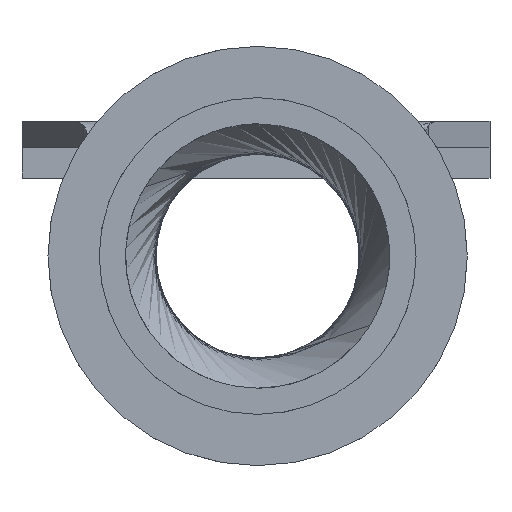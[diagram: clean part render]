
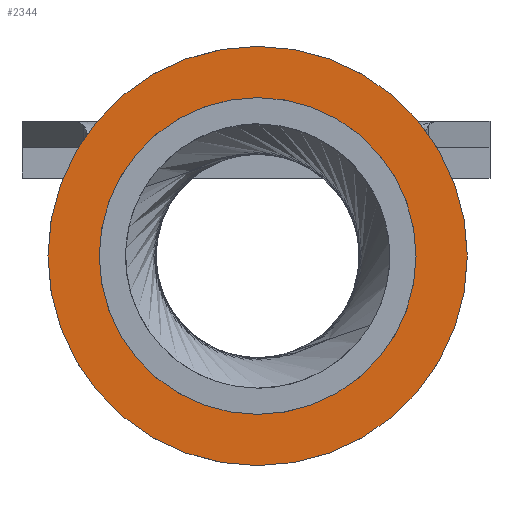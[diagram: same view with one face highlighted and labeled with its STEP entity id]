
A CAD part, front view. The second image highlights one B-rep face of the part: STEP entity #2344.
In plain terms, the highlighted planar face has unit normal (0, -1, 0).
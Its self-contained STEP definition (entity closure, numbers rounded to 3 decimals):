
#206 = CARTESIAN_POINT ( 'NONE',  ( 0., -13.18, -4.6 ) ) ;
#245 = VERTEX_POINT ( 'NONE', #2964 ) ;
#290 = ORIENTED_EDGE ( 'NONE', *, *, #1601, .T. ) ;
#377 = DIRECTION ( 'NONE',  ( 0., 0., -1. ) ) ;
#419 = VERTEX_POINT ( 'NONE', #1701 ) ;
#469 = AXIS2_PLACEMENT_3D ( 'NONE', #1614, #1884, #3014 ) ;
#587 = EDGE_CURVE ( 'NONE', #2968, #1250, #2671, .T. ) ;
#668 = AXIS2_PLACEMENT_3D ( 'NONE', #1231, #956, #2824 ) ;
#728 = AXIS2_PLACEMENT_3D ( 'NONE', #1358, #1806, #377 ) ;
#847 = ORIENTED_EDGE ( 'NONE', *, *, #1136, .F. ) ;
#849 = CARTESIAN_POINT ( 'NONE',  ( 0., -13.18, -1.8 ) ) ;
#956 = DIRECTION ( 'NONE',  ( 0., -1., 0. ) ) ;
#1136 = EDGE_CURVE ( 'NONE', #419, #245, #2861, .T. ) ;
#1231 = CARTESIAN_POINT ( 'NONE',  ( 0., -13.18, -1.8 ) ) ;
#1250 = VERTEX_POINT ( 'NONE', #1482 ) ;
#1277 = ORIENTED_EDGE ( 'NONE', *, *, #2006, .F. ) ;
#1285 = EDGE_LOOP ( 'NONE', ( #1995, #290 ) ) ;
#1358 = CARTESIAN_POINT ( 'NONE',  ( 0., -13.18, -1.8 ) ) ;
#1423 = DIRECTION ( 'NONE',  ( 0., 0., -1. ) ) ;
#1482 = CARTESIAN_POINT ( 'NONE',  ( 0., -13.18, 1. ) ) ;
#1601 = EDGE_CURVE ( 'NONE', #1250, #2968, #2233, .T. ) ;
#1614 = CARTESIAN_POINT ( 'NONE',  ( 0., -13.18, -1.8 ) ) ;
#1701 = CARTESIAN_POINT ( 'NONE',  ( 0., -13.18, -3.915 ) ) ;
#1806 = DIRECTION ( 'NONE',  ( 0., -1., 0. ) ) ;
#1831 = AXIS2_PLACEMENT_3D ( 'NONE', #2836, #2815, #1423 ) ;
#1834 = DIRECTION ( 'NONE',  ( 0., -1., 0. ) ) ;
#1837 = FACE_OUTER_BOUND ( 'NONE', #1285, .T. ) ;
#1884 = DIRECTION ( 'NONE',  ( 0., -1., 0. ) ) ;
#1995 = ORIENTED_EDGE ( 'NONE', *, *, #587, .T. ) ;
#2006 = EDGE_CURVE ( 'NONE', #245, #419, #2898, .T. ) ;
#2156 = AXIS2_PLACEMENT_3D ( 'NONE', #849, #1834, #2721 ) ;
#2233 = CIRCLE ( 'NONE', #728, 2.8 ) ;
#2344 = ADVANCED_FACE ( 'NONE', ( #1837, #2463 ), #2370, .T. ) ;
#2370 = PLANE ( 'NONE',  #1831 ) ;
#2463 = FACE_BOUND ( 'NONE', #2682, .T. ) ;
#2671 = CIRCLE ( 'NONE', #469, 2.8 ) ;
#2682 = EDGE_LOOP ( 'NONE', ( #847, #1277 ) ) ;
#2721 = DIRECTION ( 'NONE',  ( 0., 0., -1. ) ) ;
#2815 = DIRECTION ( 'NONE',  ( 0., -1., 0. ) ) ;
#2824 = DIRECTION ( 'NONE',  ( 0., 0., -1. ) ) ;
#2836 = CARTESIAN_POINT ( 'NONE',  ( 0., -13.18, -3.915 ) ) ;
#2861 = CIRCLE ( 'NONE', #668, 2.115 ) ;
#2898 = CIRCLE ( 'NONE', #2156, 2.115 ) ;
#2964 = CARTESIAN_POINT ( 'NONE',  ( 0., -13.18, 0.315 ) ) ;
#2968 = VERTEX_POINT ( 'NONE', #206 ) ;
#3014 = DIRECTION ( 'NONE',  ( 0., 0., -1. ) ) ;
